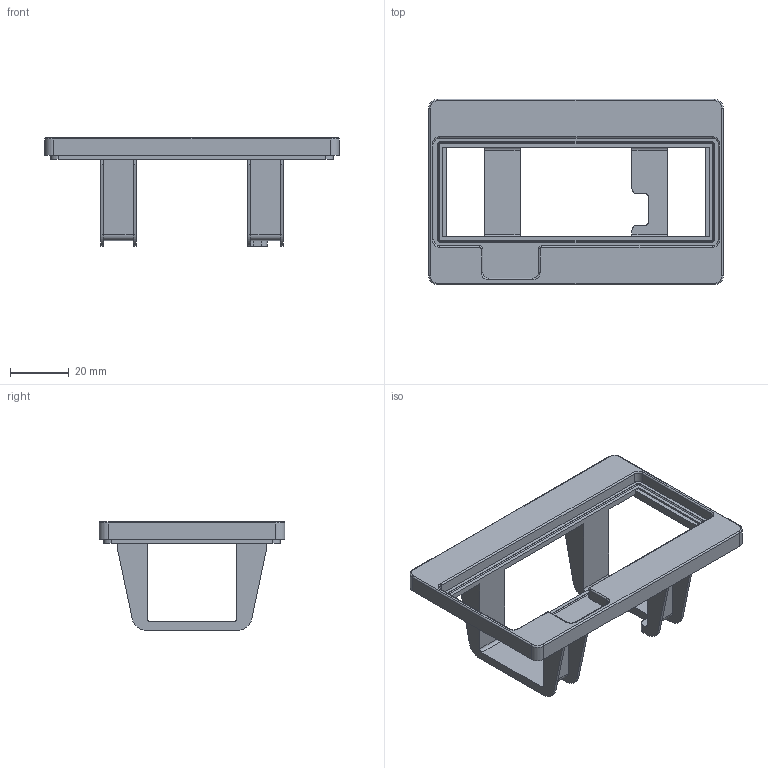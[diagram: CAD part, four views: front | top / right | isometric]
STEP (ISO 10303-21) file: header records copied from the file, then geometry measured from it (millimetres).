
FILE_DESCRIPTION(('STEP AP214'),'1');
FILE_NAME('cctmp_23CFC4EF-C218-4AA7-97C1-D4E350DF2D96_2023_07_21_14_47_36_0195..stp','2023-07-21T12:47:37',('SIEMENS A&D'),('CADClick - www.CADClick.com'),'Spatial InterOp 3D postprocessed',' ','unknown authorization');
FILE_SCHEMA(('AUTOMOTIVE_DESIGN'));
Length unit declared in the file: millimetre
Products named in the file (1): 2023_07_21_14_47_36_0148
Bounding box: 100 x 63 x 37 mm (x, y, z)
Volume: 21516.2 mm3; surface area: 20737.1 mm2
Topology: 1 solids, 18 shells, 881 faces, 2376 edges, 1576 vertices
Faces by surface type: plane 805, cylinder 56, torus 12, cone 8
Entity records: 29789 total; most frequent: CARTESIAN_POINT 4834, ORIENTED_EDGE 4752, DIRECTION 4280, EDGE_CURVE 2376, LINE 2236, VECTOR 2236, VERTEX_POINT 1576, AXIS2_PLACEMENT_3D 1022
